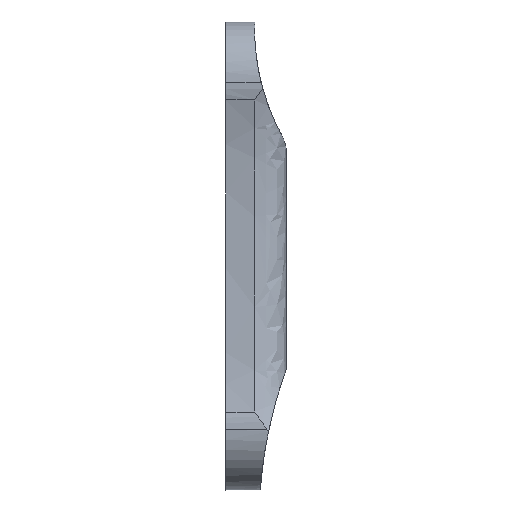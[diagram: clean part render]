
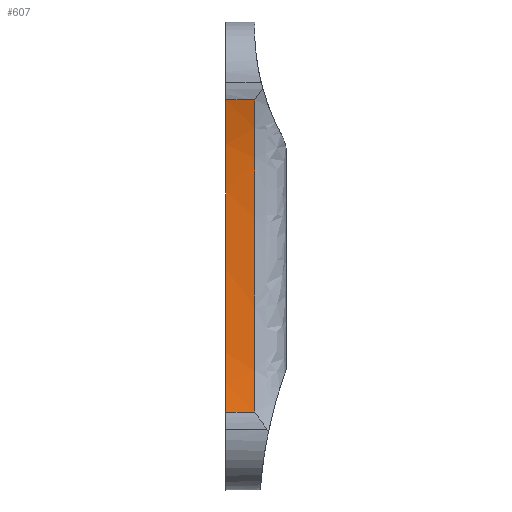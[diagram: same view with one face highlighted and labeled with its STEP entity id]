
A CAD part, left-side view. The second image highlights one B-rep face of the part: STEP entity #607.
In plain terms, the highlighted free-form (B-spline) face has degree [3, 1] with [5, 2] control points.
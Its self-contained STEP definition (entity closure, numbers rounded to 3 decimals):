
#36 = B_SPLINE_SURFACE_WITH_KNOTS ( 'NONE', 3, 1, ( 
 ( #3113, #541 ),
 ( #1017, #3098 ),
 ( #571, #3324 ),
 ( #253, #1570 ),
 ( #805, #2356 ) ),
 .UNSPECIFIED., .F., .F., .F.,
 ( 4, 1, 4 ),
 ( 2, 2 ),
 ( 0., 0.5, 1. ),
 ( 0., 1. ),
 .UNSPECIFIED. ) ;
#82 = VECTOR ( 'NONE', #2349, 1000. ) ;
#110 = CARTESIAN_POINT ( 'NONE',  ( -14.459, 73.178, 13.964 ) ) ;
#253 = CARTESIAN_POINT ( 'NONE',  ( -15.775, 63.178, -26.233 ) ) ;
#278 = EDGE_CURVE ( 'NONE', #2875, #2866, #3159, .T. ) ;
#541 = CARTESIAN_POINT ( 'NONE',  ( -20.125, 73.178, 67.178 ) ) ;
#566 = ORIENTED_EDGE ( 'NONE', *, *, #1409, .T. ) ;
#571 = CARTESIAN_POINT ( 'NONE',  ( -14.459, 63.178, 13.964 ) ) ;
#607 = ADVANCED_FACE ( 'NONE', ( #2092 ), #36, .F. ) ;
#615 = CARTESIAN_POINT ( 'NONE',  ( -20.125, 73.178, 67.178 ) ) ;
#805 = CARTESIAN_POINT ( 'NONE',  ( -20.125, 63.178, -40.822 ) ) ;
#851 = EDGE_CURVE ( 'NONE', #1652, #2866, #1165, .T. ) ;
#875 = ORIENTED_EDGE ( 'NONE', *, *, #851, .F. ) ;
#909 = CARTESIAN_POINT ( 'NONE',  ( -20.125, 73.178, 67.178 ) ) ;
#1017 = CARTESIAN_POINT ( 'NONE',  ( -15.307, 63.178, 51.018 ) ) ;
#1140 = CARTESIAN_POINT ( 'NONE',  ( -20.125, 73.178, -40.822 ) ) ;
#1165 = LINE ( 'NONE', #1414, #1920 ) ;
#1362 = DIRECTION ( 'NONE',  ( 0., 1., 0. ) ) ;
#1409 = EDGE_CURVE ( 'NONE', #1718, #2875, #2164, .T. ) ;
#1414 = CARTESIAN_POINT ( 'NONE',  ( -20.125, 52.178, -40.822 ) ) ;
#1450 = CARTESIAN_POINT ( 'NONE',  ( -15.775, 73.178, -26.233 ) ) ;
#1466 = CARTESIAN_POINT ( 'NONE',  ( -20.125, 73.178, -40.822 ) ) ;
#1476 = CARTESIAN_POINT ( 'NONE',  ( -20.125, 63.178, 67.178 ) ) ;
#1570 = CARTESIAN_POINT ( 'NONE',  ( -15.775, 73.178, -26.233 ) ) ;
#1652 = VERTEX_POINT ( 'NONE', #2436 ) ;
#1697 = CARTESIAN_POINT ( 'NONE',  ( -20.125, 63.178, 67.178 ) ) ;
#1718 = VERTEX_POINT ( 'NONE', #1697 ) ;
#1744 = CARTESIAN_POINT ( 'NONE',  ( -14.459, 63.178, 13.964 ) ) ;
#1760 = CARTESIAN_POINT ( 'NONE',  ( -15.307, 63.178, 51.018 ) ) ;
#1920 = VECTOR ( 'NONE', #1362, 1000. ) ;
#1971 = EDGE_CURVE ( 'NONE', #1652, #1718, #3194, .T. ) ;
#1974 = ORIENTED_EDGE ( 'NONE', *, *, #278, .T. ) ;
#1998 = CARTESIAN_POINT ( 'NONE',  ( -15.775, 63.178, -26.233 ) ) ;
#2092 = FACE_OUTER_BOUND ( 'NONE', #2465, .T. ) ;
#2164 = LINE ( 'NONE', #3173, #82 ) ;
#2349 = DIRECTION ( 'NONE',  ( 0., 1., 0. ) ) ;
#2356 = CARTESIAN_POINT ( 'NONE',  ( -20.125, 73.178, -40.822 ) ) ;
#2436 = CARTESIAN_POINT ( 'NONE',  ( -20.125, 63.178, -40.822 ) ) ;
#2458 = CARTESIAN_POINT ( 'NONE',  ( -15.307, 73.178, 51.018 ) ) ;
#2465 = EDGE_LOOP ( 'NONE', ( #875, #2692, #566, #1974 ) ) ;
#2692 = ORIENTED_EDGE ( 'NONE', *, *, #1971, .T. ) ;
#2866 = VERTEX_POINT ( 'NONE', #1140 ) ;
#2875 = VERTEX_POINT ( 'NONE', #615 ) ;
#3054 = CARTESIAN_POINT ( 'NONE',  ( -20.125, 63.178, -40.822 ) ) ;
#3098 = CARTESIAN_POINT ( 'NONE',  ( -15.307, 73.178, 51.018 ) ) ;
#3113 = CARTESIAN_POINT ( 'NONE',  ( -20.125, 63.178, 67.178 ) ) ;
#3159 = B_SPLINE_CURVE_WITH_KNOTS ( 'NONE', 3,
 ( #909, #2458, #110, #1450, #1466 ),
 .UNSPECIFIED., .F., .F.,
 ( 4, 1, 4 ),
 ( 0., 0.5, 1. ),
 .UNSPECIFIED. ) ;
#3173 = CARTESIAN_POINT ( 'NONE',  ( -20.125, 52.178, 67.178 ) ) ;
#3194 = B_SPLINE_CURVE_WITH_KNOTS ( 'NONE', 3,
 ( #3054, #1998, #1744, #1760, #1476 ),
 .UNSPECIFIED., .F., .F.,
 ( 4, 1, 4 ),
 ( 0., 0.5, 1. ),
 .UNSPECIFIED. ) ;
#3324 = CARTESIAN_POINT ( 'NONE',  ( -14.459, 73.178, 13.964 ) ) ;
